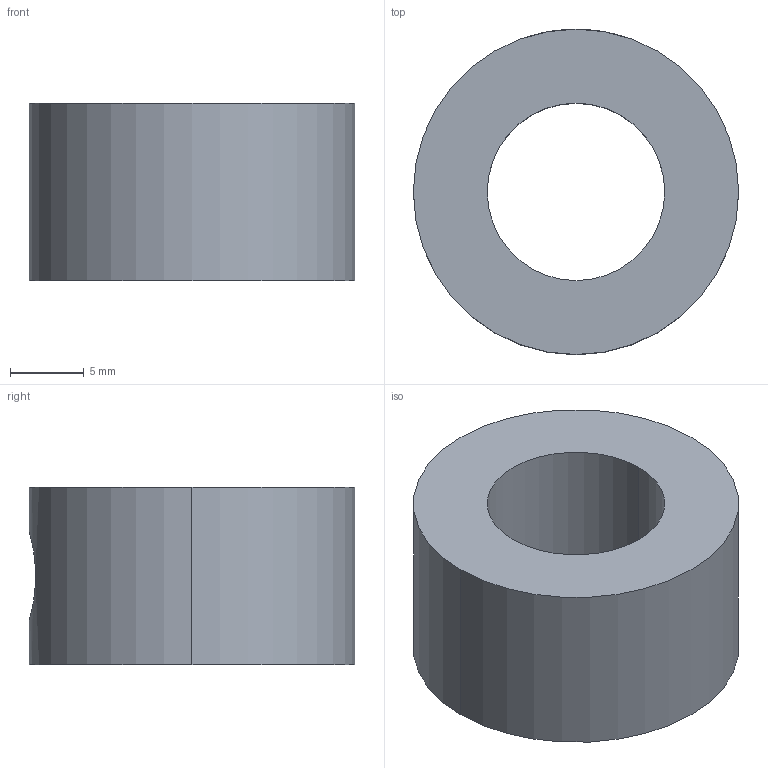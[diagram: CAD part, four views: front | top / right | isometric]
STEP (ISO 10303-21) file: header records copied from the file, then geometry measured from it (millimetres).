
FILE_DESCRIPTION(('Creo Elements/Direct Modeling STEP Export'),'2;1');
FILE_NAME('PX183652_0.stp','2022-12-12T13:48:08',(''),(''),'PTC Creo Elements/Direct Modeling STEP processor for AP214 (Solid Model)','PTC Creo Elements/Direct Modeling 19.0C 15-Aug-2015 (C) Parametric Technology GmbH','');
FILE_SCHEMA(('AUTOMOTIVE_DESIGN { 1 0 10303 214 1 1 1 1 }'));
Length unit declared in the file: millimetre
Products named in the file (2): Stellring-DIN705_A12-St-verz-1222x12_11359_PX183652
Assembly tree (1 placements, depth 2):
  Stellring-DIN705_A12-St-verz-1222x12_11359_PX183652
    Stellring-DIN705_A12-St-verz-1222x12_11359_PX183652
Bounding box: 22 x 22 x 12 mm (x, y, z)
Volume: 3158.1 mm3; surface area: 1861.9 mm2
Topology: 1 solids, 1 shells, 15 faces, 32 edges, 20 vertices
Faces by surface type: cylinder 8, plane 7
Entity records: 812 total; most frequent: CARTESIAN_POINT 452, DIRECTION 66, ORIENTED_EDGE 64, EDGE_CURVE 32, AXIS2_PLACEMENT_3D 26, VERTEX_POINT 20, EDGE_LOOP 18, FACE_OUTER_BOUND 15
